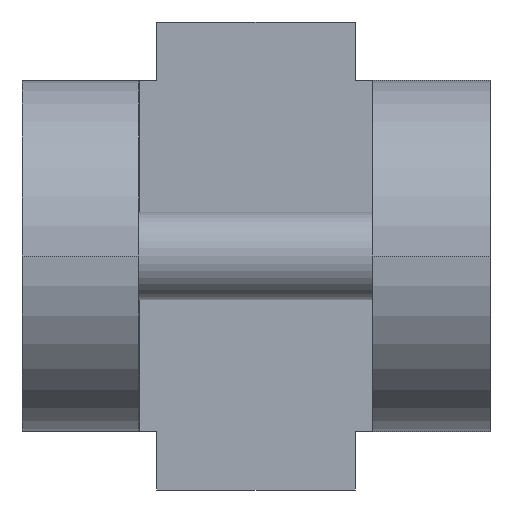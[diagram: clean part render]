
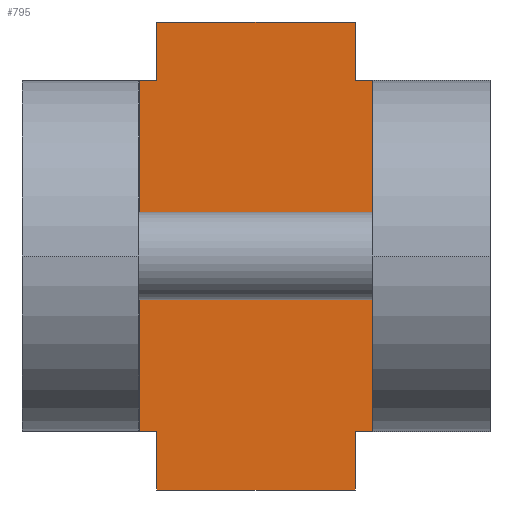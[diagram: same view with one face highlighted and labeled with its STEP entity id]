
A CAD part, left-side view. The second image highlights one B-rep face of the part: STEP entity #795.
In plain terms, the highlighted planar face has unit normal (-1, 0, 0).
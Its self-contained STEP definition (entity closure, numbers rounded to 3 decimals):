
#3 = CARTESIAN_POINT ( 'NONE',  ( -30., 57., 40. ) ) ;
#6 = LINE ( 'NONE', #210, #26 ) ;
#11 = LINE ( 'NONE', #222, #1056 ) ;
#26 = VECTOR ( 'NONE', #1152, 1000. ) ;
#41 = EDGE_CURVE ( 'NONE', #975, #71, #1166, .T. ) ;
#46 = VERTEX_POINT ( 'NONE', #1008 ) ;
#55 = DIRECTION ( 'NONE',  ( 0., 0., 1. ) ) ;
#71 = VERTEX_POINT ( 'NONE', #629 ) ;
#78 = FACE_OUTER_BOUND ( 'NONE', #698, .T. ) ;
#88 = DIRECTION ( 'NONE',  ( 0., 0., -1. ) ) ;
#90 = ORIENTED_EDGE ( 'NONE', *, *, #220, .F. ) ;
#121 = VERTEX_POINT ( 'NONE', #265 ) ;
#125 = VERTEX_POINT ( 'NONE', #710 ) ;
#133 = CARTESIAN_POINT ( 'NONE',  ( -30., 20., -30. ) ) ;
#154 = DIRECTION ( 'NONE',  ( 0., 1., 0. ) ) ;
#208 = VECTOR ( 'NONE', #487, 1000. ) ;
#210 = CARTESIAN_POINT ( 'NONE',  ( -30., 20., 30. ) ) ;
#220 = EDGE_CURVE ( 'NONE', #121, #918, #309, .T. ) ;
#222 = CARTESIAN_POINT ( 'NONE',  ( -30., 20., -30. ) ) ;
#223 = LINE ( 'NONE', #248, #1023 ) ;
#239 = CARTESIAN_POINT ( 'NONE',  ( -30., 20., -30. ) ) ;
#248 = CARTESIAN_POINT ( 'NONE',  ( -30., 20., 30. ) ) ;
#249 = VERTEX_POINT ( 'NONE', #784 ) ;
#258 = ORIENTED_EDGE ( 'NONE', *, *, #41, .F. ) ;
#265 = CARTESIAN_POINT ( 'NONE',  ( -30., 60., -30. ) ) ;
#286 = VECTOR ( 'NONE', #154, 1000. ) ;
#294 = CARTESIAN_POINT ( 'NONE',  ( -30., 23., 40. ) ) ;
#309 = LINE ( 'NONE', #676, #790 ) ;
#310 = PLANE ( 'NONE',  #1185 ) ;
#333 = ORIENTED_EDGE ( 'NONE', *, *, #349, .T. ) ;
#346 = CARTESIAN_POINT ( 'NONE',  ( -30., 57., -40. ) ) ;
#349 = EDGE_CURVE ( 'NONE', #975, #249, #11, .T. ) ;
#352 = LINE ( 'NONE', #1010, #573 ) ;
#356 = DIRECTION ( 'NONE',  ( 0., 0., -1. ) ) ;
#362 = VERTEX_POINT ( 'NONE', #990 ) ;
#366 = CARTESIAN_POINT ( 'NONE',  ( -30., 57., 30. ) ) ;
#375 = CARTESIAN_POINT ( 'NONE',  ( -30., 23., -40. ) ) ;
#393 = CARTESIAN_POINT ( 'NONE',  ( -30., 57., 40. ) ) ;
#398 = ORIENTED_EDGE ( 'NONE', *, *, #838, .T. ) ;
#403 = VECTOR ( 'NONE', #88, 1000. ) ;
#405 = VECTOR ( 'NONE', #625, 1000. ) ;
#425 = DIRECTION ( 'NONE',  ( 0., 0., 1. ) ) ;
#487 = DIRECTION ( 'NONE',  ( 0., 1., 0. ) ) ;
#500 = EDGE_CURVE ( 'NONE', #1227, #1031, #1205, .T. ) ;
#501 = DIRECTION ( 'NONE',  ( 1., 0., 0. ) ) ;
#514 = VERTEX_POINT ( 'NONE', #375 ) ;
#533 = VECTOR ( 'NONE', #356, 1000. ) ;
#543 = CARTESIAN_POINT ( 'NONE',  ( -30., 23., 40. ) ) ;
#547 = LINE ( 'NONE', #239, #1082 ) ;
#553 = ORIENTED_EDGE ( 'NONE', *, *, #1180, .T. ) ;
#560 = LINE ( 'NONE', #543, #533 ) ;
#573 = VECTOR ( 'NONE', #1195, 1000. ) ;
#625 = DIRECTION ( 'NONE',  ( 0., 1., 0. ) ) ;
#626 = ORIENTED_EDGE ( 'NONE', *, *, #1014, .T. ) ;
#628 = CARTESIAN_POINT ( 'NONE',  ( -30., 60., 30. ) ) ;
#629 = CARTESIAN_POINT ( 'NONE',  ( -30., 23., -30. ) ) ;
#655 = DIRECTION ( 'NONE',  ( 0., 1., 0. ) ) ;
#676 = CARTESIAN_POINT ( 'NONE',  ( -30., 60., -30. ) ) ;
#677 = ORIENTED_EDGE ( 'NONE', *, *, #904, .F. ) ;
#698 = EDGE_LOOP ( 'NONE', ( #333, #1159, #1181, #553, #814, #626, #90, #783, #677, #1099, #398, #258 ) ) ;
#710 = CARTESIAN_POINT ( 'NONE',  ( -30., 23., 30. ) ) ;
#729 = LINE ( 'NONE', #1051, #208 ) ;
#732 = DIRECTION ( 'NONE',  ( 0., 1., 0. ) ) ;
#767 = LINE ( 'NONE', #346, #286 ) ;
#774 = DIRECTION ( 'NONE',  ( 0., 0., -1. ) ) ;
#783 = ORIENTED_EDGE ( 'NONE', *, *, #885, .F. ) ;
#784 = CARTESIAN_POINT ( 'NONE',  ( -30., 20., 30. ) ) ;
#790 = VECTOR ( 'NONE', #839, 1000. ) ;
#795 = ADVANCED_FACE ( 'NONE', ( #78 ), #310, .F. ) ;
#799 = EDGE_CURVE ( 'NONE', #249, #125, #6, .T. ) ;
#814 = ORIENTED_EDGE ( 'NONE', *, *, #500, .T. ) ;
#827 = CARTESIAN_POINT ( 'NONE',  ( -30., 57., -40. ) ) ;
#831 = CARTESIAN_POINT ( 'NONE',  ( -30., 20., -30. ) ) ;
#838 = EDGE_CURVE ( 'NONE', #514, #71, #352, .T. ) ;
#839 = DIRECTION ( 'NONE',  ( 0., 0., 1. ) ) ;
#864 = EDGE_CURVE ( 'NONE', #514, #362, #767, .T. ) ;
#885 = EDGE_CURVE ( 'NONE', #46, #121, #547, .T. ) ;
#890 = CARTESIAN_POINT ( 'NONE',  ( -30., 20., -30. ) ) ;
#904 = EDGE_CURVE ( 'NONE', #362, #46, #1069, .T. ) ;
#918 = VERTEX_POINT ( 'NONE', #628 ) ;
#975 = VERTEX_POINT ( 'NONE', #831 ) ;
#990 = CARTESIAN_POINT ( 'NONE',  ( -30., 57., -40. ) ) ;
#1008 = CARTESIAN_POINT ( 'NONE',  ( -30., 57., -30. ) ) ;
#1009 = VECTOR ( 'NONE', #55, 1000. ) ;
#1010 = CARTESIAN_POINT ( 'NONE',  ( -30., 23., -40. ) ) ;
#1014 = EDGE_CURVE ( 'NONE', #1031, #918, #223, .T. ) ;
#1023 = VECTOR ( 'NONE', #655, 1000. ) ;
#1031 = VERTEX_POINT ( 'NONE', #366 ) ;
#1046 = EDGE_CURVE ( 'NONE', #1218, #125, #560, .T. ) ;
#1051 = CARTESIAN_POINT ( 'NONE',  ( -30., 23., 40. ) ) ;
#1056 = VECTOR ( 'NONE', #425, 1000. ) ;
#1069 = LINE ( 'NONE', #827, #1009 ) ;
#1082 = VECTOR ( 'NONE', #732, 1000. ) ;
#1099 = ORIENTED_EDGE ( 'NONE', *, *, #864, .F. ) ;
#1152 = DIRECTION ( 'NONE',  ( 0., 1., 0. ) ) ;
#1159 = ORIENTED_EDGE ( 'NONE', *, *, #799, .T. ) ;
#1166 = LINE ( 'NONE', #133, #405 ) ;
#1180 = EDGE_CURVE ( 'NONE', #1218, #1227, #729, .T. ) ;
#1181 = ORIENTED_EDGE ( 'NONE', *, *, #1046, .F. ) ;
#1185 = AXIS2_PLACEMENT_3D ( 'NONE', #890, #501, #774 ) ;
#1195 = DIRECTION ( 'NONE',  ( 0., 0., 1. ) ) ;
#1205 = LINE ( 'NONE', #393, #403 ) ;
#1218 = VERTEX_POINT ( 'NONE', #294 ) ;
#1227 = VERTEX_POINT ( 'NONE', #3 ) ;
